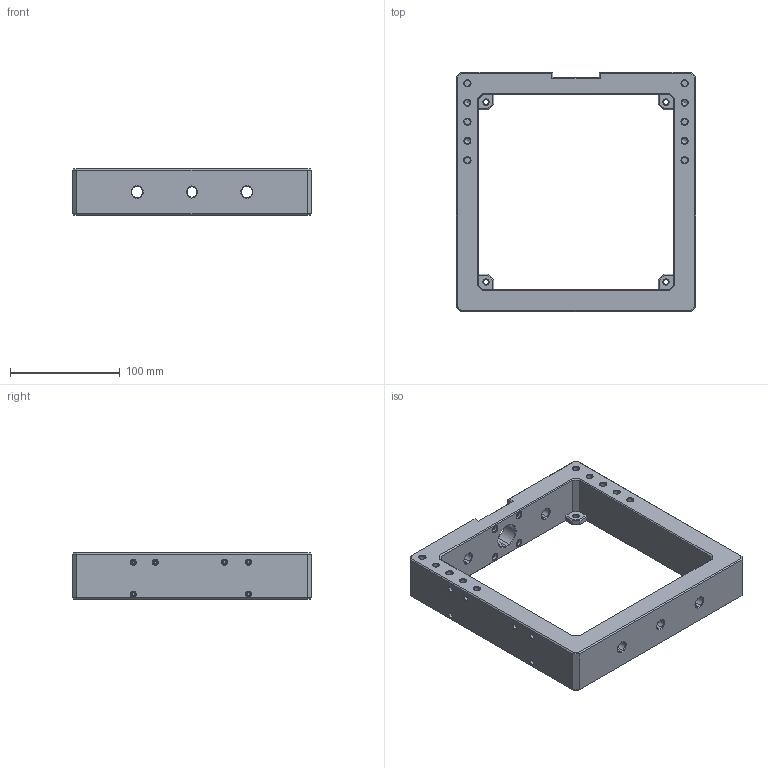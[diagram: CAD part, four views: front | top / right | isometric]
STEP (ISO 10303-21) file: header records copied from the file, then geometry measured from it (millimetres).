
FILE_DESCRIPTION(('FreeCAD Model'),'2;1');
FILE_NAME('Open CASCADE Shape Model','2024-06-08T00:24:09',(''),(''), 'Open CASCADE STEP processor 7.6','FreeCAD','Unknown');
FILE_SCHEMA(('AUTOMOTIVE_DESIGN { 1 0 10303 214 1 1 1 1 }'));
Length unit declared in the file: millimetre
Products named in the file (1): Base-Frame
Bounding box: 218 x 218 x 42 mm (x, y, z)
Volume: 625788.6 mm3; surface area: 109791.6 mm2
Topology: 1 solids, 1 shells, 394 faces, 906 edges, 540 vertices
Faces by surface type: plane 217, cone 88, cylinder 74, revolution 12, bspline 3
Full cylindrical faces by diameter (mm): 2.5 x14, 3.3 x4, 4.4 x6, 4.5 x4, 5.2 x4, 5.4 x6, 6.1 x4, 6.3 x4, 9.1 x6
Entity records: 11546 total; most frequent: CARTESIAN_POINT 2413, DIRECTION 1937, ORIENTED_EDGE 1796, EDGE_CURVE 898, AXIS2_PLACEMENT_3D 655, LINE 615, VECTOR 615, VERTEX_POINT 540
